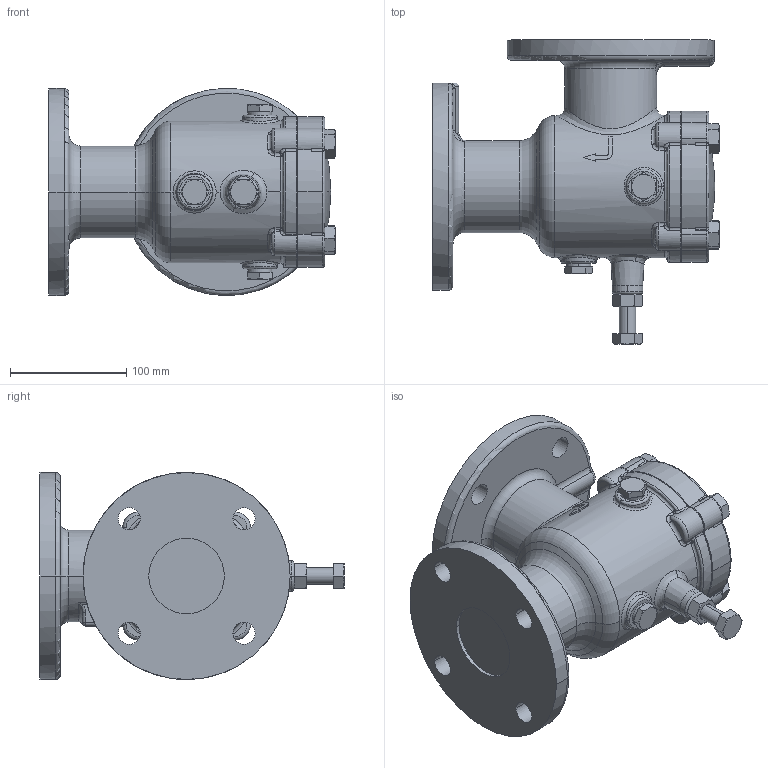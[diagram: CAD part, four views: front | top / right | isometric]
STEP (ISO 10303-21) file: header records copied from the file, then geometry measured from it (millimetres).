
FILE_DESCRIPTION (( 'STEP AP214' ), '1' );
FILE_NAME ('SD-2.5in_2.5in-125Lb.STEP', '2017-09-14T18:24:10', ( '' ), ( '' ), 'SwSTEP 2.0', 'SolidWorks 2013', '' );
FILE_SCHEMA (( 'AUTOMOTIVE_DESIGN' ));
Length unit declared in the file: inch
Products named in the file (4): X2SD-2.5in_2.5in-125Lb; X1SD-2.5in_2.5in-125Lb; SD-2.5in_2.5in-125Lb
Assembly tree (3 placements, depth 2):
  SD-2.5in_2.5in-125Lb
    SD-2.5in_2.5in-125Lb
    X1SD-2.5in_2.5in-125Lb
    X2SD-2.5in_2.5in-125Lb
Bounding box: 246.44 x 261.34 x 178 mm (x, y, z)
Volume: 3329407 mm3; surface area: 259460.4 mm2
Topology: 3 solids, 10 shells, 606 faces, 1477 edges, 883 vertices
Faces by surface type: cylinder 178, plane 151, cone 112, bspline 101, torus 56, sphere 8
Entity records: 36965 total; most frequent: CARTESIAN_POINT 23957, ORIENTED_EDGE 2898, DIRECTION 2460, EDGE_CURVE 1449, AXIS2_PLACEMENT_3D 1036, VERTEX_POINT 883, EDGE_LOOP 642, ADVANCED_FACE 606
